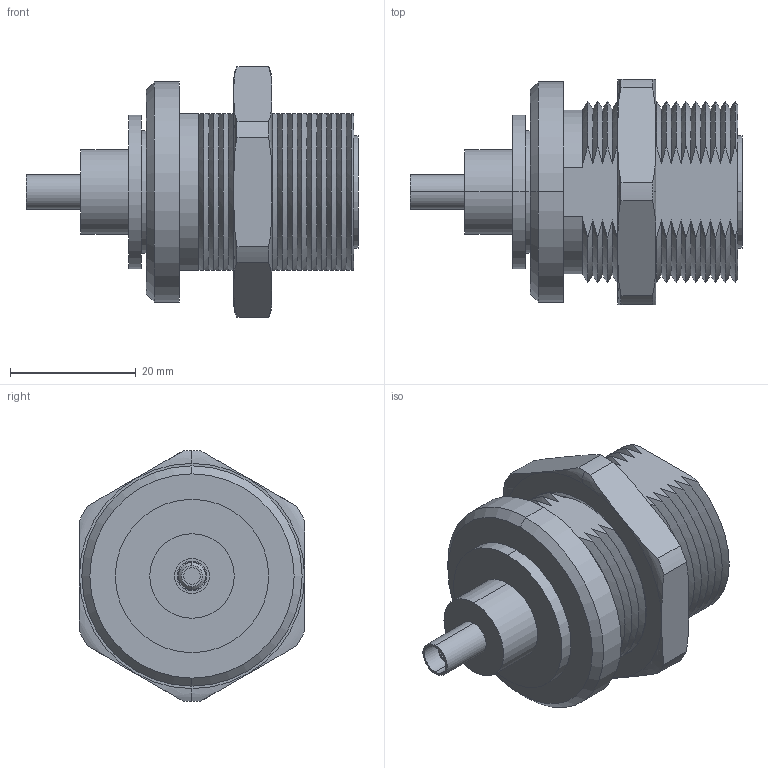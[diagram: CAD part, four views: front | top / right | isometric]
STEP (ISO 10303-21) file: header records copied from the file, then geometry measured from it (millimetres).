
FILE_DESCRIPTION (( 'STEP AP214' ), '1' );
FILE_NAME ('FMCN1754_3D.STEP', '2021-09-22T22:28:22', ( '' ), ( '' ), 'SwSTEP 2.0', 'SolidWorks 2021', '' );
FILE_SCHEMA (( 'AUTOMOTIVE_DESIGN' ));
Length unit declared in the file: inch
Products named in the file (3): FMCN1754_FERRULE; FMCN1754_3D; FMCN1754
Assembly tree (2 placements, depth 2):
  FMCN1754_3D
    FMCN1754
    FMCN1754_FERRULE
Bounding box: 52.84 x 35.91 x 39.93 mm (x, y, z)
Volume: 22950.4 mm3; surface area: 12117.1 mm2
Topology: 3 solids, 3 shells, 193 faces, 495 edges, 321 vertices
Faces by surface type: cone 94, plane 54, cylinder 41, torus 4
Entity records: 6810 total; most frequent: CARTESIAN_POINT 1752, ORIENTED_EDGE 986, DIRECTION 937, EDGE_CURVE 493, AXIS2_PLACEMENT_3D 414, VERTEX_POINT 321, CIRCLE 216, EDGE_LOOP 212
